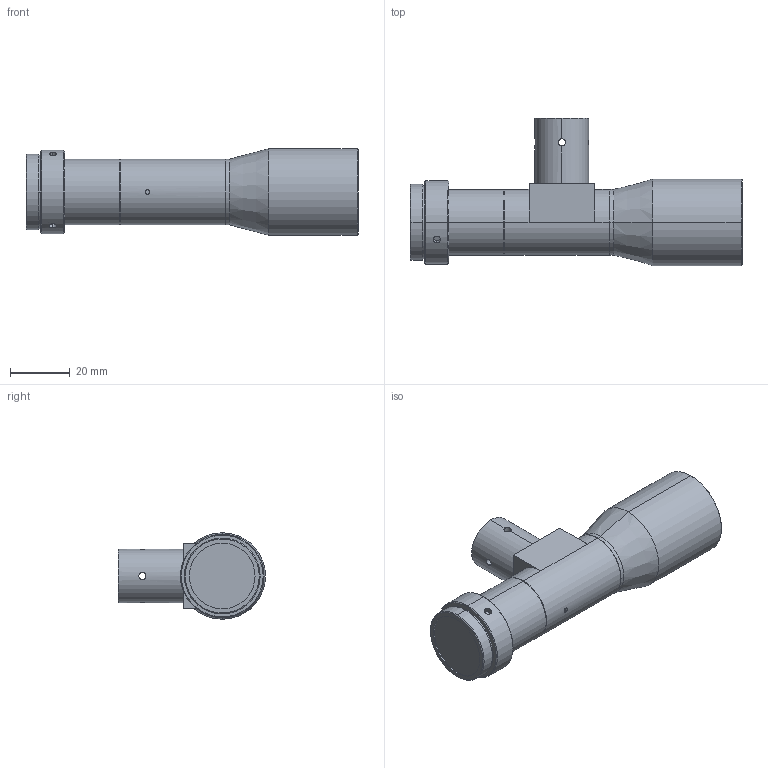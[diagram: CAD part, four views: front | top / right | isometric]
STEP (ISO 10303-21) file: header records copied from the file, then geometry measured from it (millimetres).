
FILE_DESCRIPTION (( 'STEP AP203' ), '1' );
FILE_NAME ('WWL05-110CT.STEP', '2019-12-03T06:22:04', ( 'Windows 蚚誧' ), ( '' ), 'SwSTEP 2.0', 'SolidWorks 2017', '' );
FILE_SCHEMA (( 'CONFIG_CONTROL_DESIGN' ));
Length unit declared in the file: millimetre
Products named in the file (1): WWL05-110CT
Bounding box: 111.31 x 49.3 x 29 mm (x, y, z)
Volume: 60357.4 mm3; surface area: 12990.4 mm2
Topology: 5 solids, 5 shells, 120 faces, 264 edges, 167 vertices
Faces by surface type: cylinder 63, cone 32, plane 25
Entity records: 3967 total; most frequent: CARTESIAN_POINT 1268, DIRECTION 548, ORIENTED_EDGE 524, EDGE_CURVE 262, AXIS2_PLACEMENT_3D 227, VERTEX_POINT 167, EDGE_LOOP 143, FACE_OUTER_BOUND 120
